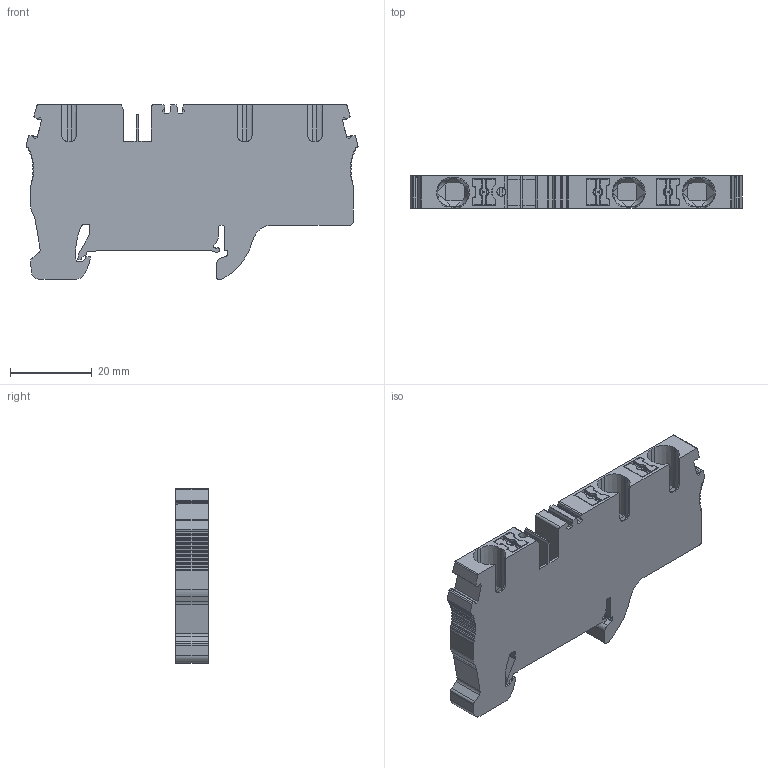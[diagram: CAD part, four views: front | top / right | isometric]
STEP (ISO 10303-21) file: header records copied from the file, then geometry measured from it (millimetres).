
FILE_DESCRIPTION(/* description */ ('Unknown'),/* implementation_level */ '2;1');
FILE_NAME(/* name */ 'PQ6-1X2-SOLID',/* time_stamp */ '2022-12-19T17:41:57+05:00',/* author */ ('Unknown'),/* organization */ ('Unknown'),/* preprocessor_version */ 'ST-DEVELOPER v16.7',/* originating_system */ 'Solid Edge',/* authorisation */ 'Unknown');
FILE_SCHEMA (('AUTOMOTIVE_DESIGN {1 0 10303 214 3 1 1}'));
Length unit declared in the file: millimetre
Products named in the file (1): Part5
Bounding box: 81.44 x 8 x 42.9 mm (x, y, z)
Volume: 18574.4 mm3; surface area: 11005.1 mm2
Topology: 1 solids, 1 shells, 554 faces, 1594 edges, 1051 vertices
Faces by surface type: plane 318, cylinder 176, bspline 36, cone 18, torus 6
Full cylindrical faces by diameter (mm): 2.15 x1
Entity records: 22719 total; most frequent: CARTESIAN_POINT 4299, ORIENTED_EDGE 3184, DIRECTION 2904, EDGE_CURVE 1592, LINE 1054, VECTOR 1054, VERTEX_POINT 1050, AXIS2_PLACEMENT_3D 925
